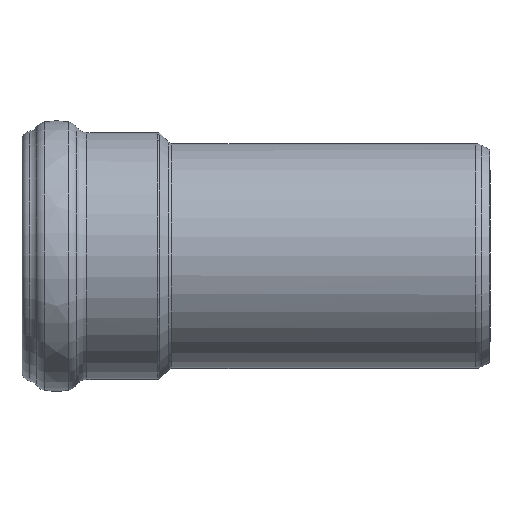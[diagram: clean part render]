
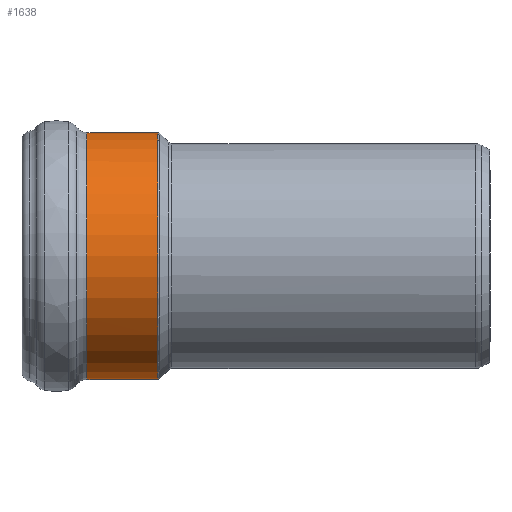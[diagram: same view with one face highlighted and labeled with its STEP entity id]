
A CAD part, left-side view. The second image highlights one B-rep face of the part: STEP entity #1638.
In plain terms, the highlighted cylindrical face has radius 49.5 mm (diameter 99 mm), a full revolution.
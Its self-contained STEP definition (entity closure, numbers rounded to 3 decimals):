
#171=CIRCLE('',#1818,49.5);
#172=CIRCLE('',#1819,49.5);
#173=CIRCLE('',#1820,49.5);
#174=CIRCLE('',#1821,49.5);
#270=CYLINDRICAL_SURFACE('',#1817,49.5);
#283=B_SPLINE_CURVE_WITH_KNOTS('',3,(#2697,#2698,#2699,#2700,#2701,#2702),
 .UNSPECIFIED.,.F.,.F.,(4,1,1,4),(-2.05,-1.464,-0.879,
0.),.UNSPECIFIED.);
#284=B_SPLINE_CURVE_WITH_KNOTS('',3,(#2755,#2756,#2757,#2758,#2759,#2760,
#2761),.UNSPECIFIED.,.F.,.F.,(4,1,1,1,4),(-4.355,-3.77,
-3.184,-2.598,-2.305),.UNSPECIFIED.);
#383=FACE_OUTER_BOUND('',#466,.T.);
#466=EDGE_LOOP('',(#1352,#1353,#1354,#1355,#1356,#1357,#1358,#1359,#1360,
#1361,#1362,#1363));
#501=LINE('',#2480,#532);
#503=LINE('',#2552,#534);
#518=LINE('',#4000,#549);
#532=VECTOR('',#1951,10.);
#534=VECTOR('',#1955,10.);
#549=VECTOR('',#2222,49.5);
#561=ELLIPSE('',#1690,53.578,49.5);
#563=ELLIPSE('',#1692,53.578,49.5);
#564=VERTEX_POINT('',#2468);
#565=VERTEX_POINT('',#2469);
#568=VERTEX_POINT('',#2475);
#569=VERTEX_POINT('',#2479);
#571=VERTEX_POINT('',#2551);
#581=VERTEX_POINT('',#2696);
#582=VERTEX_POINT('',#2753);
#688=VERTEX_POINT('',#3994);
#689=VERTEX_POINT('',#3995);
#690=VERTEX_POINT('',#3997);
#759=EDGE_CURVE('',#564,#565,#561,.T.);
#763=EDGE_CURVE('',#565,#568,#563,.T.);
#764=EDGE_CURVE('',#569,#564,#501,.T.);
#767=EDGE_CURVE('',#568,#571,#503,.T.);
#780=EDGE_CURVE('',#569,#581,#283,.T.);
#783=EDGE_CURVE('',#582,#571,#284,.T.);
#931=EDGE_CURVE('',#688,#689,#171,.T.);
#932=EDGE_CURVE('',#690,#688,#172,.T.);
#933=EDGE_CURVE('',#689,#690,#173,.T.);
#934=EDGE_CURVE('',#689,#565,#518,.T.);
#935=EDGE_CURVE('',#582,#581,#174,.T.);
#1352=ORIENTED_EDGE('',*,*,#931,.F.);
#1353=ORIENTED_EDGE('',*,*,#932,.F.);
#1354=ORIENTED_EDGE('',*,*,#933,.F.);
#1355=ORIENTED_EDGE('',*,*,#934,.T.);
#1356=ORIENTED_EDGE('',*,*,#763,.T.);
#1357=ORIENTED_EDGE('',*,*,#767,.T.);
#1358=ORIENTED_EDGE('',*,*,#783,.F.);
#1359=ORIENTED_EDGE('',*,*,#935,.T.);
#1360=ORIENTED_EDGE('',*,*,#780,.F.);
#1361=ORIENTED_EDGE('',*,*,#764,.T.);
#1362=ORIENTED_EDGE('',*,*,#759,.T.);
#1363=ORIENTED_EDGE('',*,*,#934,.F.);
#1638=ADVANCED_FACE('',(#383),#270,.T.);
#1690=AXIS2_PLACEMENT_3D('',#2470,#1941,#1942);
#1692=AXIS2_PLACEMENT_3D('',#2477,#1947,#1948);
#1817=AXIS2_PLACEMENT_3D('',#3993,#2214,#2215);
#1818=AXIS2_PLACEMENT_3D('',#3996,#2216,#2217);
#1819=AXIS2_PLACEMENT_3D('',#3998,#2218,#2219);
#1820=AXIS2_PLACEMENT_3D('',#3999,#2220,#2221);
#1821=AXIS2_PLACEMENT_3D('',#4001,#2223,#2224);
#1941=DIRECTION('center_axis',(0.383,0.924,0.));
#1942=DIRECTION('ref_axis',(-0.924,0.383,0.));
#1947=DIRECTION('center_axis',(0.383,0.924,0.));
#1948=DIRECTION('ref_axis',(-0.924,0.383,0.));
#1951=DIRECTION('',(0.,1.,0.));
#1955=DIRECTION('',(0.,-1.,0.));
#2214=DIRECTION('center_axis',(0.,1.,0.));
#2215=DIRECTION('ref_axis',(-1.,0.,0.));
#2216=DIRECTION('center_axis',(0.,1.,0.));
#2217=DIRECTION('ref_axis',(1.,0.,0.));
#2218=DIRECTION('center_axis',(0.,1.,0.));
#2219=DIRECTION('ref_axis',(1.,0.,0.));
#2220=DIRECTION('center_axis',(0.,1.,0.));
#2221=DIRECTION('ref_axis',(1.,0.,0.));
#2222=DIRECTION('',(0.,-1.,0.));
#2223=DIRECTION('center_axis',(0.,1.,0.));
#2224=DIRECTION('ref_axis',(1.,0.,0.));
#2468=CARTESIAN_POINT('',(49.484,149.762,1.25));
#2469=CARTESIAN_POINT('',(49.5,149.755,0.));
#2470=CARTESIAN_POINT('Origin',(0.,170.259,0.));
#2475=CARTESIAN_POINT('',(49.484,149.762,-1.25));
#2477=CARTESIAN_POINT('Origin',(0.,170.259,0.));
#2479=CARTESIAN_POINT('',(49.484,144.155,1.25));
#2480=CARTESIAN_POINT('',(49.484,147.355,1.25));
#2551=CARTESIAN_POINT('',(49.484,144.155,-1.25));
#2552=CARTESIAN_POINT('',(49.484,147.355,-1.25));
#2696=CARTESIAN_POINT('',(46.426,133.154,17.171));
#2697=CARTESIAN_POINT('Ctrl Pts',(49.484,144.155,1.25));
#2698=CARTESIAN_POINT('Ctrl Pts',(49.436,143.99,3.156));
#2699=CARTESIAN_POINT('Ctrl Pts',(49.113,142.883,6.877));
#2700=CARTESIAN_POINT('Ctrl Pts',(48.028,139.085,12.412));
#2701=CARTESIAN_POINT('Ctrl Pts',(47.036,135.47,15.522));
#2702=CARTESIAN_POINT('Ctrl Pts',(46.426,133.154,17.171));
#2753=CARTESIAN_POINT('',(46.426,133.154,-17.171));
#2755=CARTESIAN_POINT('Ctrl Pts',(46.426,133.154,-17.171));
#2756=CARTESIAN_POINT('Ctrl Pts',(46.833,134.698,-16.072));
#2757=CARTESIAN_POINT('Ctrl Pts',(47.63,137.646,-13.679));
#2758=CARTESIAN_POINT('Ctrl Pts',(48.687,141.402,-9.361));
#2759=CARTESIAN_POINT('Ctrl Pts',(49.305,143.54,-5.04));
#2760=CARTESIAN_POINT('Ctrl Pts',(49.46,144.072,-2.203));
#2761=CARTESIAN_POINT('Ctrl Pts',(49.484,144.155,-1.25));
#3993=CARTESIAN_POINT('Origin',(0.,147.355,0.));
#3994=CARTESIAN_POINT('',(-49.5,161.556,0.));
#3995=CARTESIAN_POINT('',(49.5,161.556,0.));
#3996=CARTESIAN_POINT('Origin',(0.,161.556,0.));
#3997=CARTESIAN_POINT('',(0.,161.556,-49.5));
#3998=CARTESIAN_POINT('Origin',(0.,161.556,0.));
#3999=CARTESIAN_POINT('Origin',(0.,161.556,0.));
#4000=CARTESIAN_POINT('',(49.5,147.355,0.));
#4001=CARTESIAN_POINT('Origin',(0.,133.154,
0.));
